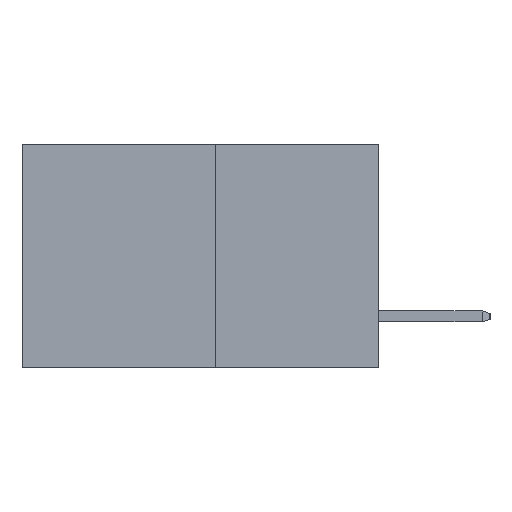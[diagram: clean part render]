
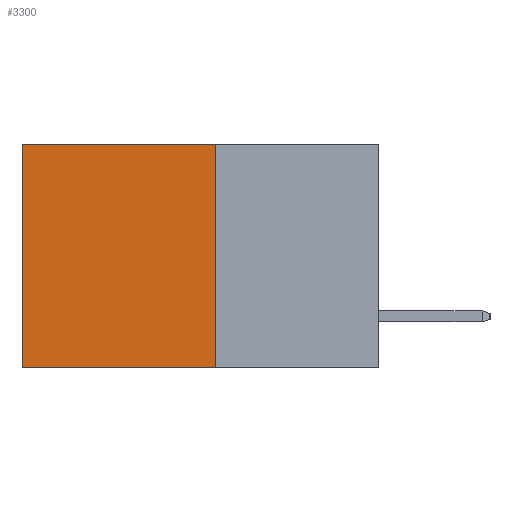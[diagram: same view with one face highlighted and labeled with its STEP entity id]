
A CAD part, left-side view. The second image highlights one B-rep face of the part: STEP entity #3300.
In plain terms, the highlighted planar face has unit normal (-1, 0, 0).
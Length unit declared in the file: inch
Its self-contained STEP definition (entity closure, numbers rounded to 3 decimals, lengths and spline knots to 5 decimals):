
#26 = AXIS2_PLACEMENT_3D ( 'NONE', #5742, #6030, #5843 ) ;
#47 = VERTEX_POINT ( 'NONE', #7209 ) ;
#832 = VECTOR ( 'NONE', #3853, 39.37008 ) ;
#952 = CARTESIAN_POINT ( 'NONE',  ( 0.277, 0.27, -0.37 ) ) ;
#994 = EDGE_LOOP ( 'NONE', ( #9135, #1370, #8382, #2987 ) ) ;
#1066 = EDGE_CURVE ( 'NONE', #3003, #2072, #2220, .T. ) ;
#1370 = ORIENTED_EDGE ( 'NONE', *, *, #9052, .F. ) ;
#2044 = CARTESIAN_POINT ( 'NONE',  ( 0.277, 0.59, -0.37 ) ) ;
#2072 = VERTEX_POINT ( 'NONE', #952 ) ;
#2220 = LINE ( 'NONE', #9952, #8301 ) ;
#2987 = ORIENTED_EDGE ( 'NONE', *, *, #9951, .T. ) ;
#3003 = VERTEX_POINT ( 'NONE', #10066 ) ;
#3300 = ADVANCED_FACE ( 'NONE', ( #4908 ), #6336, .F. ) ;
#3389 = DIRECTION ( 'NONE',  ( 0., 1., 0. ) ) ;
#3842 = VERTEX_POINT ( 'NONE', #7233 ) ;
#3853 = DIRECTION ( 'NONE',  ( 0., 0., -1. ) ) ;
#4908 = FACE_OUTER_BOUND ( 'NONE', #994, .T. ) ;
#5130 = LINE ( 'NONE', #2044, #832 ) ;
#5457 = LINE ( 'NONE', #5898, #8861 ) ;
#5742 = CARTESIAN_POINT ( 'NONE',  ( 0.277, 0.27, -0.37 ) ) ;
#5843 = DIRECTION ( 'NONE',  ( 0., 0., -1. ) ) ;
#5898 = CARTESIAN_POINT ( 'NONE',  ( 0.277, 0.27, 0. ) ) ;
#6030 = DIRECTION ( 'NONE',  ( 1., 0., 0. ) ) ;
#6313 = VECTOR ( 'NONE', #3389, 39.37008 ) ;
#6336 = PLANE ( 'NONE',  #26 ) ;
#6542 = CARTESIAN_POINT ( 'NONE',  ( 0.277, 0.27, -0.37 ) ) ;
#6652 = DIRECTION ( 'NONE',  ( 0., 1., 0. ) ) ;
#7209 = CARTESIAN_POINT ( 'NONE',  ( 0.277, 0.59, -0.37 ) ) ;
#7233 = CARTESIAN_POINT ( 'NONE',  ( 0.277, 0.59, 0. ) ) ;
#7620 = EDGE_CURVE ( 'NONE', #3842, #47, #5130, .T. ) ;
#8229 = LINE ( 'NONE', #6542, #6313 ) ;
#8301 = VECTOR ( 'NONE', #8738, 39.37008 ) ;
#8382 = ORIENTED_EDGE ( 'NONE', *, *, #1066, .F. ) ;
#8738 = DIRECTION ( 'NONE',  ( 0., 0., -1. ) ) ;
#8861 = VECTOR ( 'NONE', #6652, 39.37008 ) ;
#9052 = EDGE_CURVE ( 'NONE', #2072, #47, #8229, .T. ) ;
#9135 = ORIENTED_EDGE ( 'NONE', *, *, #7620, .T. ) ;
#9951 = EDGE_CURVE ( 'NONE', #3003, #3842, #5457, .T. ) ;
#9952 = CARTESIAN_POINT ( 'NONE',  ( 0.277, 0.27, -0.37 ) ) ;
#10066 = CARTESIAN_POINT ( 'NONE',  ( 0.277, 0.27, 0. ) ) ;
